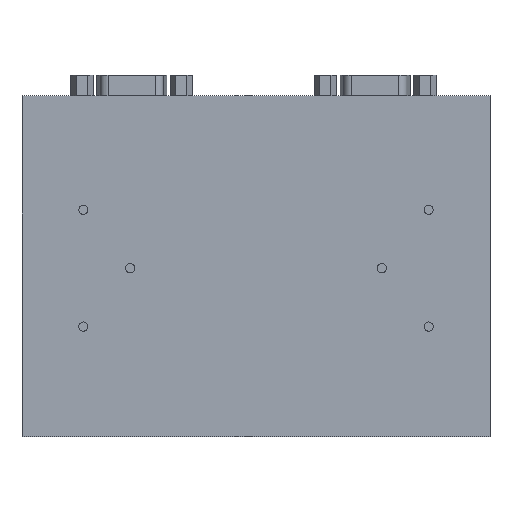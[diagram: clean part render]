
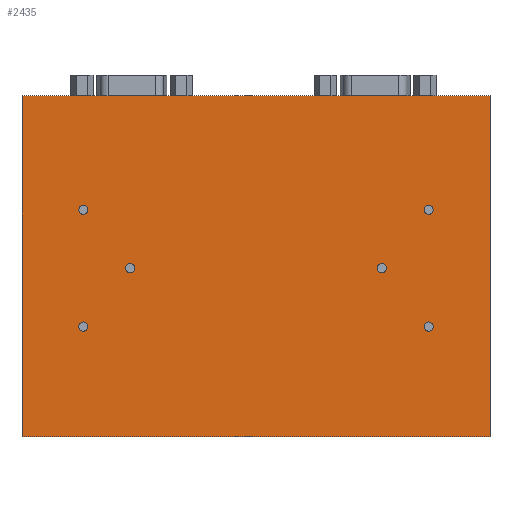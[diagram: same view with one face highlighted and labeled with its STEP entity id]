
A CAD part, front view. The second image highlights one B-rep face of the part: STEP entity #2435.
In plain terms, the highlighted planar face has unit normal (0, -1, 0).
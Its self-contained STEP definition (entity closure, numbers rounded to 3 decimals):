
#34=LINE('',#3462,#254);
#48=LINE('',#3491,#268);
#197=LINE('',#3985,#417);
#234=LINE('',#4067,#454);
#254=VECTOR('',#2763,84.);
#268=VECTOR('',#2783,84.);
#417=VECTOR('',#3300,115.3);
#454=VECTOR('',#3379,115.3);
#562=PLANE('',#2678);
#616=FACE_BOUND('',#988,.T.);
#617=FACE_BOUND('',#989,.T.);
#618=FACE_BOUND('',#990,.T.);
#619=FACE_BOUND('',#991,.T.);
#620=FACE_BOUND('',#992,.T.);
#621=FACE_BOUND('',#993,.T.);
#782=FACE_OUTER_BOUND('',#987,.T.);
#987=EDGE_LOOP('',(#2213,#2214,#2215,#2216));
#988=EDGE_LOOP('',(#2217));
#989=EDGE_LOOP('',(#2218));
#990=EDGE_LOOP('',(#2219));
#991=EDGE_LOOP('',(#2220));
#992=EDGE_LOOP('',(#2221));
#993=EDGE_LOOP('',(#2222));
#1005=CIRCLE('',#2441,1.125);
#1007=CIRCLE('',#2445,1.125);
#1009=CIRCLE('',#2449,1.125);
#1011=CIRCLE('',#2453,1.125);
#1013=CIRCLE('',#2457,1.125);
#1015=CIRCLE('',#2461,1.125);
#1093=VERTEX_POINT('',#3388);
#1095=VERTEX_POINT('',#3394);
#1097=VERTEX_POINT('',#3400);
#1099=VERTEX_POINT('',#3406);
#1101=VERTEX_POINT('',#3412);
#1103=VERTEX_POINT('',#3418);
#1117=VERTEX_POINT('',#3459);
#1118=VERTEX_POINT('',#3461);
#1129=VERTEX_POINT('',#3488);
#1130=VERTEX_POINT('',#3490);
#1317=EDGE_CURVE('',#1093,#1093,#1005,.T.);
#1319=EDGE_CURVE('',#1095,#1095,#1007,.T.);
#1321=EDGE_CURVE('',#1097,#1097,#1009,.T.);
#1323=EDGE_CURVE('',#1099,#1099,#1011,.T.);
#1325=EDGE_CURVE('',#1101,#1101,#1013,.T.);
#1327=EDGE_CURVE('',#1103,#1103,#1015,.T.);
#1347=EDGE_CURVE('',#1117,#1118,#34,.T.);
#1361=EDGE_CURVE('',#1129,#1130,#48,.T.);
#1586=EDGE_CURVE('',#1118,#1129,#197,.T.);
#1623=EDGE_CURVE('',#1117,#1130,#234,.T.);
#2213=ORIENTED_EDGE('',*,*,#1623,.T.);
#2214=ORIENTED_EDGE('',*,*,#1361,.F.);
#2215=ORIENTED_EDGE('',*,*,#1586,.F.);
#2216=ORIENTED_EDGE('',*,*,#1347,.F.);
#2217=ORIENTED_EDGE('',*,*,#1317,.T.);
#2218=ORIENTED_EDGE('',*,*,#1319,.T.);
#2219=ORIENTED_EDGE('',*,*,#1321,.T.);
#2220=ORIENTED_EDGE('',*,*,#1323,.T.);
#2221=ORIENTED_EDGE('',*,*,#1325,.T.);
#2222=ORIENTED_EDGE('',*,*,#1327,.T.);
#2435=ADVANCED_FACE('',(#782,#616,#617,#618,#619,#620,#621),#562,.T.);
#2441=AXIS2_PLACEMENT_3D('',#3389,#2686,#2687);
#2445=AXIS2_PLACEMENT_3D('',#3395,#2694,#2695);
#2449=AXIS2_PLACEMENT_3D('',#3401,#2702,#2703);
#2453=AXIS2_PLACEMENT_3D('',#3407,#2710,#2711);
#2457=AXIS2_PLACEMENT_3D('',#3413,#2718,#2719);
#2461=AXIS2_PLACEMENT_3D('',#3419,#2726,#2727);
#2678=AXIS2_PLACEMENT_3D('',#4068,#3380,#3381);
#2686=DIRECTION('center_axis',(0.,1.,0.));
#2687=DIRECTION('ref_axis',(-1.,0.,0.));
#2694=DIRECTION('center_axis',(0.,1.,0.));
#2695=DIRECTION('ref_axis',(-1.,0.,0.));
#2702=DIRECTION('center_axis',(0.,1.,0.));
#2703=DIRECTION('ref_axis',(-1.,0.,0.));
#2710=DIRECTION('center_axis',(0.,1.,0.));
#2711=DIRECTION('ref_axis',(-1.,0.,0.));
#2718=DIRECTION('center_axis',(0.,1.,0.));
#2719=DIRECTION('ref_axis',(-1.,0.,0.));
#2726=DIRECTION('center_axis',(0.,1.,0.));
#2727=DIRECTION('ref_axis',(-1.,0.,0.));
#2763=DIRECTION('',(0.,0.,1.));
#2783=DIRECTION('',(0.,0.,-1.));
#3300=DIRECTION('',(1.,0.,0.));
#3379=DIRECTION('',(1.,0.,0.));
#3380=DIRECTION('center_axis',(0.,-1.,0.));
#3381=DIRECTION('ref_axis',(0.,0.,-1.));
#3388=CARTESIAN_POINT('',(-41.4,0.,13.875));
#3389=CARTESIAN_POINT('Origin',(-42.525,0.,13.875));
#3394=CARTESIAN_POINT('',(43.65,0.,-14.875));
#3395=CARTESIAN_POINT('Origin',(42.525,0.,-14.875));
#3400=CARTESIAN_POINT('',(32.15,0.,-0.5));
#3401=CARTESIAN_POINT('Origin',(31.025,0.,-0.5));
#3406=CARTESIAN_POINT('',(43.65,0.,13.875));
#3407=CARTESIAN_POINT('Origin',(42.525,0.,13.875));
#3412=CARTESIAN_POINT('',(-29.9,0.,-0.5));
#3413=CARTESIAN_POINT('Origin',(-31.025,0.,-0.5));
#3418=CARTESIAN_POINT('',(-41.4,0.,-14.875));
#3419=CARTESIAN_POINT('Origin',(-42.525,0.,-14.875));
#3459=CARTESIAN_POINT('',(-57.65,0.,-42.));
#3461=CARTESIAN_POINT('',(-57.65,0.,42.));
#3462=CARTESIAN_POINT('',(-57.65,0.,42.));
#3488=CARTESIAN_POINT('',(57.65,0.,42.));
#3490=CARTESIAN_POINT('',(57.65,0.,-42.));
#3491=CARTESIAN_POINT('',(57.65,0.,42.));
#3985=CARTESIAN_POINT('',(0.,0.,42.));
#4067=CARTESIAN_POINT('',(0.,0.,-42.));
#4068=CARTESIAN_POINT('Origin',(0.,0.,42.));
